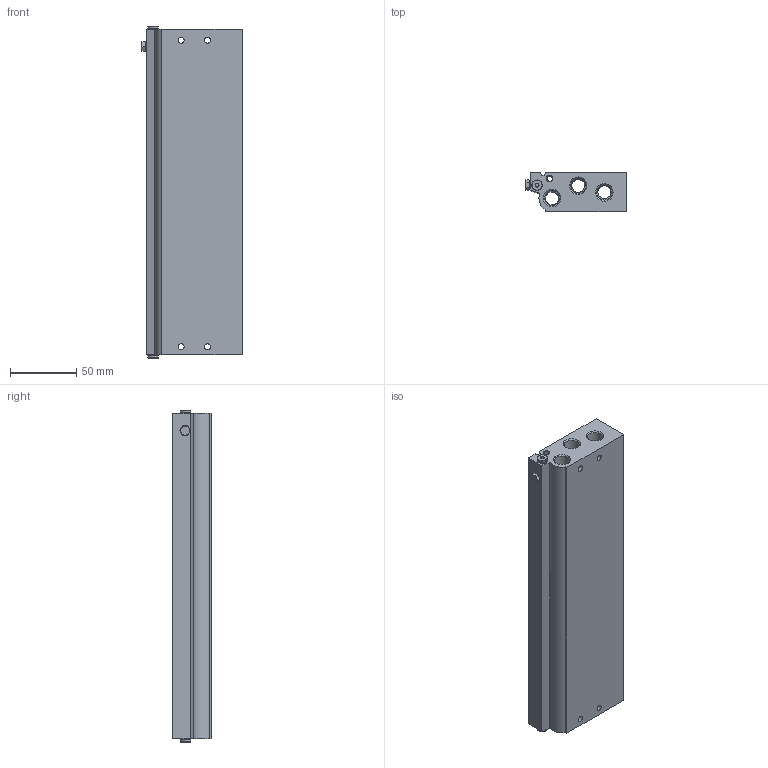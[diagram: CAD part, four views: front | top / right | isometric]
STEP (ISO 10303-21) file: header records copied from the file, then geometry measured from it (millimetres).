
FILE_DESCRIPTION(/* description */ ('STEP AP214'),/* implementation_level */ '2;1');
FILE_NAME(/* name */ '566652_VABM-L1-14W-G14-14',/* time_stamp */ '2024-09-16T01:42:31+02:00',/* author */ ('License CC BY-ND 4.0'),/* organization */ ('CADENAS'),/* preprocessor_version */ 'ST-DEVELOPER v19.3',/* originating_system */ 'PARTsolutions',/* authorisation */ ' ');
FILE_SCHEMA (('INTEGRATED_CNC_SCHEMA','AUTOMOTIVE_DESIGN {1 0 10303 214 3 1 1}'));
Length unit declared in the file: millimetre
Products named in the file (4): 566652 VABM-L1-14W-G14-14; 566652 VABM-L1-14W-G14-14---(L1-P); 174308 B-M5-B; 743818 VUVG---(VS)
Assembly tree (4 placements, depth 2):
  566652 VABM-L1-14W-G14-14
    566652 VABM-L1-14W-G14-14---(L1-P)
    174308 B-M5-B  x2
    743818 VUVG---(VS)
Bounding box: 76.4 x 29.5 x 251.3 mm (x, y, z)
Volume: 363616.1 mm3; surface area: 125797.7 mm2
Topology: 4 solids, 4 shells, 906 faces, 2418 edges, 1573 vertices
Faces by surface type: cylinder 349, plane 341, cone 203, torus 13
Full cylindrical faces by diameter (mm): 0.7 x2, 0.9 x2, 1.6 x28, 2 x2, 2.013 x28, 2.35 x1, 2.5 x1, 3.3 x1, 3.4 x2, 3.5 x1, 4.019 x1, 4.1 x1, 4.134 x6, 4.5 x4, 4.65 x2, 5 x3, 5.8 x98, 7 x1, 7.2 x2, 8 x4, 8.566 x56, 9.728 x28, 10 x3, 11.445 x12, 13.157 x6
Entity records: 24871 total; most frequent: CARTESIAN_POINT 5847, DIRECTION 3761, ORIENTED_EDGE 3052, FACE_BOUND 1729, EDGE_LOOP 1631, AXIS2_PLACEMENT_3D 1602, EDGE_CURVE 1526, VERTEX_POINT 1299
